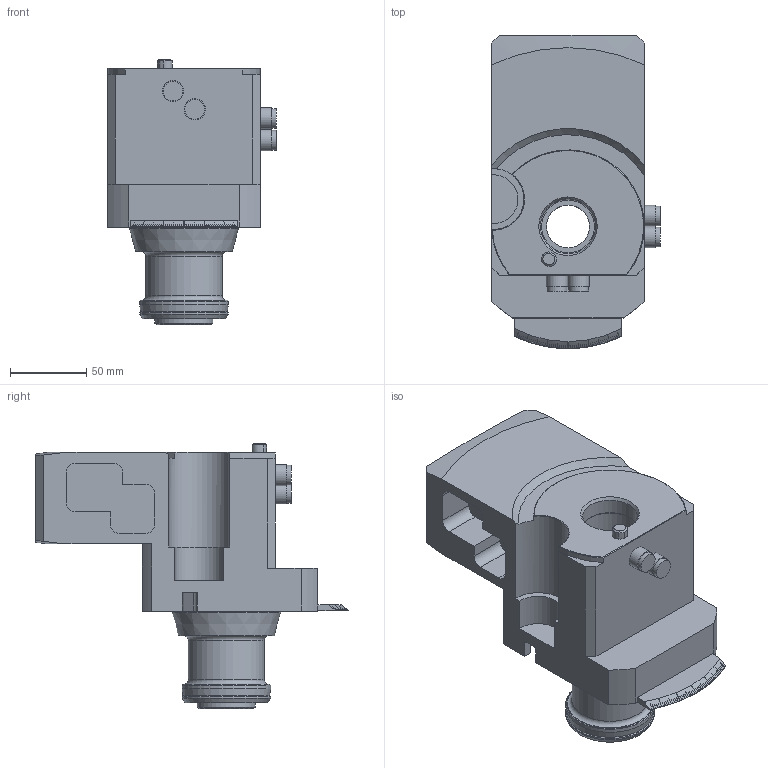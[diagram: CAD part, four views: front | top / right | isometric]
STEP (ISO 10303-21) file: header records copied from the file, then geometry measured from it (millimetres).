
FILE_DESCRIPTION(/* description */ (''),/* implementation_level */ '2;1');
FILE_NAME(/* name */ 'W9990505_A__specification_W9990505_.stp',/* time_stamp */ '2011-07-11T12:42:46+02:00',/* author */ (''),/* organization */ (''),/* preprocessor_version */ 'ST-DEVELOPER v11',/* originating_system */ 'UGS - NX 5.0',/* authorisation */ '');
FILE_SCHEMA (('AUTOMOTIVE_DESIGN { 1 0 10303 214 0 1 1 1 }'));
Length unit declared in the file: millimetre
Products named in the file (1): hees70025qs1
Bounding box: 110.5 x 205 x 174 mm (x, y, z)
Volume: 1008089.7 mm3; surface area: 146856.1 mm2
Topology: 1 solids, 1 shells, 376 faces, 929 edges, 573 vertices
Faces by surface type: plane 283, cylinder 58, cone 23, torus 12
Full cylindrical faces by diameter (mm): 13 x4, 14 x4, 28 x2, 32 x1, 36 x2, 36.5 x1, 37 x1, 38 x1, 45 x1, 45.5 x1, 50 x1, 58 x2, 71.2 x1
Entity records: 11053 total; most frequent: CARTESIAN_POINT 2347, ORIENTED_EDGE 1756, DIRECTION 1712, EDGE_CURVE 878, AXIS2_PLACEMENT_3D 629, VERTEX_POINT 566, LINE 454, VECTOR 454
